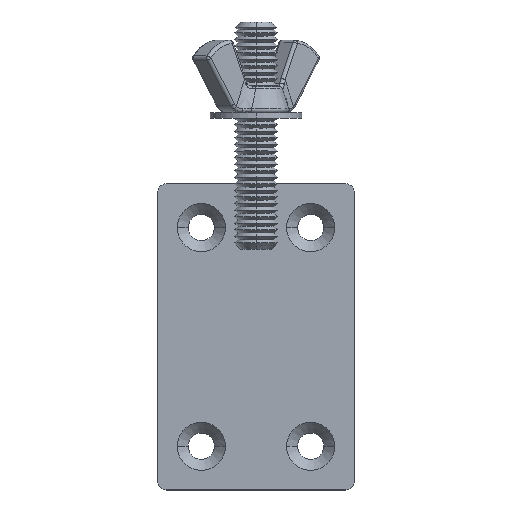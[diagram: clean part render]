
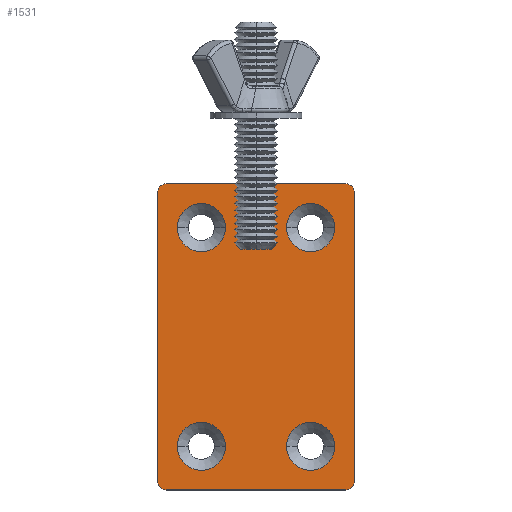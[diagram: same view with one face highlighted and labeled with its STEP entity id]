
A CAD part, top view. The second image highlights one B-rep face of the part: STEP entity #1531.
In plain terms, the highlighted planar face has unit normal (0, 0, 1).
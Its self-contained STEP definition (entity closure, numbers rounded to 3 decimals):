
#33 = CIRCLE ( 'NONE', #4997, 5.5 ) ;
#43 = CIRCLE ( 'NONE', #453, 2. ) ;
#54 = ORIENTED_EDGE ( 'NONE', *, *, #7710, .T. ) ;
#149 = CIRCLE ( 'NONE', #5102, 2. ) ;
#200 = EDGE_CURVE ( 'NONE', #8095, #3792, #3358, .T. ) ;
#209 = DIRECTION ( 'NONE',  ( 1., 0., 0. ) ) ;
#270 = DIRECTION ( 'NONE',  ( 1., 0., 0. ) ) ;
#273 = CARTESIAN_POINT ( 'NONE',  ( -7., -25., 0. ) ) ;
#375 = VECTOR ( 'NONE', #5698, 1000. ) ;
#431 = VERTEX_POINT ( 'NONE', #976 ) ;
#453 = AXIS2_PLACEMENT_3D ( 'NONE', #3201, #7768, #1360 ) ;
#514 = EDGE_CURVE ( 'NONE', #4106, #3108, #1324, .T. ) ;
#700 = CIRCLE ( 'NONE', #2476, 5.5 ) ;
#749 = ORIENTED_EDGE ( 'NONE', *, *, #200, .T. ) ;
#753 = DIRECTION ( 'NONE',  ( 1., 0., 0. ) ) ;
#811 = EDGE_LOOP ( 'NONE', ( #5481, #6838 ) ) ;
#907 = CARTESIAN_POINT ( 'NONE',  ( -20.5, 33., 0. ) ) ;
#927 = CARTESIAN_POINT ( 'NONE',  ( -22.5, 35., 0. ) ) ;
#965 = CARTESIAN_POINT ( 'NONE',  ( -12.5, 25., 0. ) ) ;
#976 = CARTESIAN_POINT ( 'NONE',  ( -22.5, -33., 0. ) ) ;
#1013 = CIRCLE ( 'NONE', #3239, 5.5 ) ;
#1145 = ORIENTED_EDGE ( 'NONE', *, *, #4392, .F. ) ;
#1186 = FACE_BOUND ( 'NONE', #8313, .T. ) ;
#1208 = ORIENTED_EDGE ( 'NONE', *, *, #4015, .F. ) ;
#1223 = EDGE_CURVE ( 'NONE', #3792, #3107, #6128, .T. ) ;
#1323 = EDGE_CURVE ( 'NONE', #5193, #7945, #4520, .T. ) ;
#1324 = CIRCLE ( 'NONE', #3892, 5.5 ) ;
#1336 = ORIENTED_EDGE ( 'NONE', *, *, #6010, .T. ) ;
#1360 = DIRECTION ( 'NONE',  ( 1., 0., 0. ) ) ;
#1395 = CARTESIAN_POINT ( 'NONE',  ( 22.5, 35., 0. ) ) ;
#1522 = DIRECTION ( 'NONE',  ( 0., 0., 1. ) ) ;
#1531 = ADVANCED_FACE ( 'NONE', ( #1186, #7241, #5514, #2504, #5328 ), #3740, .T. ) ;
#1742 = ORIENTED_EDGE ( 'NONE', *, *, #6495, .F. ) ;
#2069 = ORIENTED_EDGE ( 'NONE', *, *, #8113, .F. ) ;
#2106 = CARTESIAN_POINT ( 'NONE',  ( -12.5, -25., 0. ) ) ;
#2223 = VERTEX_POINT ( 'NONE', #5094 ) ;
#2237 = DIRECTION ( 'NONE',  ( 0., 0., 1. ) ) ;
#2327 = DIRECTION ( 'NONE',  ( 1., 0., 0. ) ) ;
#2437 = DIRECTION ( 'NONE',  ( 0., 0., 1. ) ) ;
#2476 = AXIS2_PLACEMENT_3D ( 'NONE', #5113, #3796, #5088 ) ;
#2504 = FACE_BOUND ( 'NONE', #4943, .T. ) ;
#2507 = CARTESIAN_POINT ( 'NONE',  ( 20.5, 33., 0. ) ) ;
#2649 = DIRECTION ( 'NONE',  ( 0., 0., 1. ) ) ;
#2681 = EDGE_LOOP ( 'NONE', ( #1208, #8116 ) ) ;
#2686 = ORIENTED_EDGE ( 'NONE', *, *, #7317, .T. ) ;
#2808 = DIRECTION ( 'NONE',  ( 1., 0., 0. ) ) ;
#2854 = VECTOR ( 'NONE', #4172, 1000. ) ;
#2965 = VERTEX_POINT ( 'NONE', #7044 ) ;
#3050 = VERTEX_POINT ( 'NONE', #3809 ) ;
#3107 = VERTEX_POINT ( 'NONE', #6279 ) ;
#3108 = VERTEX_POINT ( 'NONE', #6956 ) ;
#3155 = AXIS2_PLACEMENT_3D ( 'NONE', #7303, #3989, #209 ) ;
#3156 = DIRECTION ( 'NONE',  ( 0., 0., 1. ) ) ;
#3178 = CARTESIAN_POINT ( 'NONE',  ( -22.5, 33., 0. ) ) ;
#3201 = CARTESIAN_POINT ( 'NONE',  ( -20.5, -33., 0. ) ) ;
#3238 = DIRECTION ( 'NONE',  ( 1., 0., 0. ) ) ;
#3239 = AXIS2_PLACEMENT_3D ( 'NONE', #965, #2237, #270 ) ;
#3292 = CARTESIAN_POINT ( 'NONE',  ( -7., 25., 0. ) ) ;
#3358 = LINE ( 'NONE', #7828, #6064 ) ;
#3413 = DIRECTION ( 'NONE',  ( 0., 0., 1. ) ) ;
#3500 = EDGE_CURVE ( 'NONE', #6515, #3050, #1013, .T. ) ;
#3519 = VERTEX_POINT ( 'NONE', #4828 ) ;
#3705 = CARTESIAN_POINT ( 'NONE',  ( 22.5, -35., 0. ) ) ;
#3740 = PLANE ( 'NONE',  #4557 ) ;
#3783 = DIRECTION ( 'NONE',  ( 1., 0., 0. ) ) ;
#3792 = VERTEX_POINT ( 'NONE', #5086 ) ;
#3796 = DIRECTION ( 'NONE',  ( 0., 0., 1. ) ) ;
#3809 = CARTESIAN_POINT ( 'NONE',  ( -18., 25., 0. ) ) ;
#3854 = EDGE_CURVE ( 'NONE', #3108, #4106, #8269, .T. ) ;
#3856 = CARTESIAN_POINT ( 'NONE',  ( 18., 25., 0. ) ) ;
#3892 = AXIS2_PLACEMENT_3D ( 'NONE', #2106, #7919, #4680 ) ;
#3894 = CARTESIAN_POINT ( 'NONE',  ( 7., -25., 0. ) ) ;
#3915 = DIRECTION ( 'NONE',  ( 0., 0., 1. ) ) ;
#3976 = EDGE_CURVE ( 'NONE', #3107, #3519, #8063, .T. ) ;
#3989 = DIRECTION ( 'NONE',  ( 0., 0., 1. ) ) ;
#4015 = EDGE_CURVE ( 'NONE', #7945, #5193, #5953, .T. ) ;
#4028 = DIRECTION ( 'NONE',  ( 1., 0., 0. ) ) ;
#4088 = CARTESIAN_POINT ( 'NONE',  ( 12.5, 25., 0. ) ) ;
#4106 = VERTEX_POINT ( 'NONE', #273 ) ;
#4116 = CIRCLE ( 'NONE', #6871, 2. ) ;
#4172 = DIRECTION ( 'NONE',  ( 0., -1., 0. ) ) ;
#4223 = EDGE_LOOP ( 'NONE', ( #6640, #54, #1336, #2686, #8142, #7330, #749, #6590 ) ) ;
#4312 = VERTEX_POINT ( 'NONE', #7595 ) ;
#4392 = EDGE_CURVE ( 'NONE', #3050, #6515, #700, .T. ) ;
#4432 = VERTEX_POINT ( 'NONE', #3178 ) ;
#4520 = CIRCLE ( 'NONE', #8338, 5.5 ) ;
#4525 = DIRECTION ( 'NONE',  ( 1., 0., 0. ) ) ;
#4557 = AXIS2_PLACEMENT_3D ( 'NONE', #3705, #2437, #2327 ) ;
#4611 = CARTESIAN_POINT ( 'NONE',  ( 12.5, -25., 0. ) ) ;
#4680 = DIRECTION ( 'NONE',  ( 1., 0., 0. ) ) ;
#4695 = DIRECTION ( 'NONE',  ( 0., 0., 1. ) ) ;
#4709 = AXIS2_PLACEMENT_3D ( 'NONE', #4611, #3915, #4525 ) ;
#4755 = DIRECTION ( 'NONE',  ( 0., 1., 0. ) ) ;
#4776 = EDGE_CURVE ( 'NONE', #4432, #431, #6557, .T. ) ;
#4779 = CARTESIAN_POINT ( 'NONE',  ( 12.5, -25., 0. ) ) ;
#4828 = CARTESIAN_POINT ( 'NONE',  ( 22.5, 33., 0. ) ) ;
#4943 = EDGE_LOOP ( 'NONE', ( #1742, #2069 ) ) ;
#4968 = CARTESIAN_POINT ( 'NONE',  ( -22.5, 35., 0. ) ) ;
#4997 = AXIS2_PLACEMENT_3D ( 'NONE', #4779, #6043, #7388 ) ;
#5086 = CARTESIAN_POINT ( 'NONE',  ( 20.5, -35., 0. ) ) ;
#5088 = DIRECTION ( 'NONE',  ( 1., 0., 0. ) ) ;
#5094 = CARTESIAN_POINT ( 'NONE',  ( -20.5, 35., 0. ) ) ;
#5102 = AXIS2_PLACEMENT_3D ( 'NONE', #2507, #3156, #3783 ) ;
#5113 = CARTESIAN_POINT ( 'NONE',  ( -12.5, 25., 0. ) ) ;
#5174 = CARTESIAN_POINT ( 'NONE',  ( -12.5, -25., 0. ) ) ;
#5193 = VERTEX_POINT ( 'NONE', #6826 ) ;
#5233 = CIRCLE ( 'NONE', #4709, 5.5 ) ;
#5328 = FACE_OUTER_BOUND ( 'NONE', #4223, .T. ) ;
#5351 = AXIS2_PLACEMENT_3D ( 'NONE', #4088, #3413, #4028 ) ;
#5357 = VERTEX_POINT ( 'NONE', #3894 ) ;
#5443 = LINE ( 'NONE', #4968, #375 ) ;
#5481 = ORIENTED_EDGE ( 'NONE', *, *, #514, .F. ) ;
#5514 = FACE_BOUND ( 'NONE', #811, .T. ) ;
#5698 = DIRECTION ( 'NONE',  ( -1., 0., 0. ) ) ;
#5953 = CIRCLE ( 'NONE', #5351, 5.5 ) ;
#5956 = DIRECTION ( 'NONE',  ( 1., 0., 0. ) ) ;
#6010 = EDGE_CURVE ( 'NONE', #4312, #2223, #5443, .T. ) ;
#6043 = DIRECTION ( 'NONE',  ( 0., 0., 1. ) ) ;
#6064 = VECTOR ( 'NONE', #753, 1000. ) ;
#6128 = CIRCLE ( 'NONE', #3155, 2. ) ;
#6279 = CARTESIAN_POINT ( 'NONE',  ( 22.5, -33., 0. ) ) ;
#6495 = EDGE_CURVE ( 'NONE', #2965, #5357, #5233, .T. ) ;
#6515 = VERTEX_POINT ( 'NONE', #3292 ) ;
#6557 = LINE ( 'NONE', #927, #2854 ) ;
#6590 = ORIENTED_EDGE ( 'NONE', *, *, #1223, .T. ) ;
#6635 = AXIS2_PLACEMENT_3D ( 'NONE', #5174, #2649, #3238 ) ;
#6640 = ORIENTED_EDGE ( 'NONE', *, *, #3976, .T. ) ;
#6826 = CARTESIAN_POINT ( 'NONE',  ( 7., 25., 0. ) ) ;
#6838 = ORIENTED_EDGE ( 'NONE', *, *, #3854, .F. ) ;
#6871 = AXIS2_PLACEMENT_3D ( 'NONE', #907, #1522, #5956 ) ;
#6956 = CARTESIAN_POINT ( 'NONE',  ( -18., -25., 0. ) ) ;
#7044 = CARTESIAN_POINT ( 'NONE',  ( 18., -25., 0. ) ) ;
#7241 = FACE_BOUND ( 'NONE', #2681, .T. ) ;
#7303 = CARTESIAN_POINT ( 'NONE',  ( 20.5, -33., 0. ) ) ;
#7317 = EDGE_CURVE ( 'NONE', #2223, #4432, #4116, .T. ) ;
#7330 = ORIENTED_EDGE ( 'NONE', *, *, #8371, .T. ) ;
#7355 = VECTOR ( 'NONE', #4755, 1000. ) ;
#7388 = DIRECTION ( 'NONE',  ( 1., 0., 0. ) ) ;
#7595 = CARTESIAN_POINT ( 'NONE',  ( 20.5, 35., 0. ) ) ;
#7710 = EDGE_CURVE ( 'NONE', #3519, #4312, #149, .T. ) ;
#7768 = DIRECTION ( 'NONE',  ( 0., 0., 1. ) ) ;
#7809 = ORIENTED_EDGE ( 'NONE', *, *, #3500, .F. ) ;
#7828 = CARTESIAN_POINT ( 'NONE',  ( -22.5, -35., 0. ) ) ;
#7911 = CARTESIAN_POINT ( 'NONE',  ( 12.5, 25., 0. ) ) ;
#7919 = DIRECTION ( 'NONE',  ( 0., 0., 1. ) ) ;
#7945 = VERTEX_POINT ( 'NONE', #3856 ) ;
#7996 = CARTESIAN_POINT ( 'NONE',  ( -20.5, -35., 0. ) ) ;
#8063 = LINE ( 'NONE', #1395, #7355 ) ;
#8095 = VERTEX_POINT ( 'NONE', #7996 ) ;
#8113 = EDGE_CURVE ( 'NONE', #5357, #2965, #33, .T. ) ;
#8116 = ORIENTED_EDGE ( 'NONE', *, *, #1323, .F. ) ;
#8142 = ORIENTED_EDGE ( 'NONE', *, *, #4776, .T. ) ;
#8269 = CIRCLE ( 'NONE', #6635, 5.5 ) ;
#8313 = EDGE_LOOP ( 'NONE', ( #7809, #1145 ) ) ;
#8338 = AXIS2_PLACEMENT_3D ( 'NONE', #7911, #4695, #2808 ) ;
#8371 = EDGE_CURVE ( 'NONE', #431, #8095, #43, .T. ) ;
